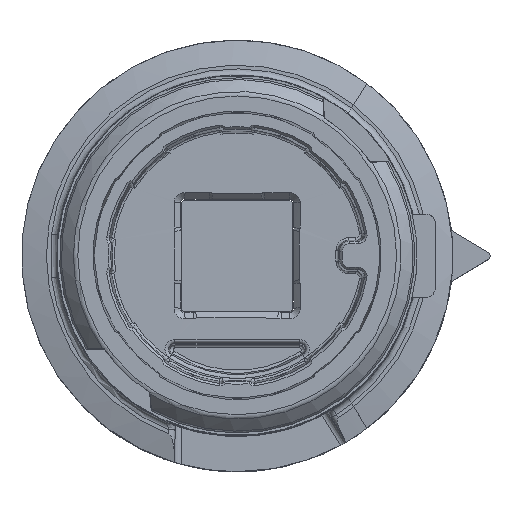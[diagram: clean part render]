
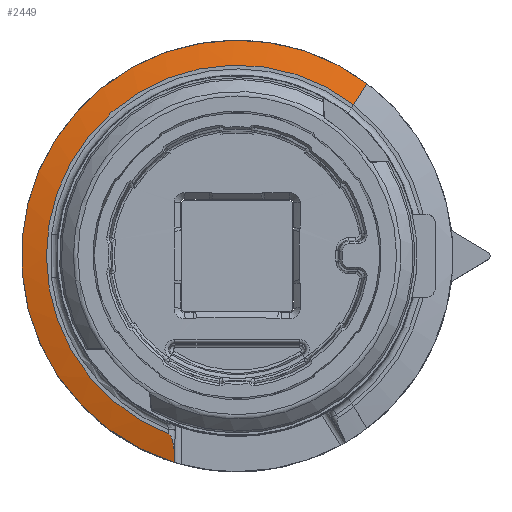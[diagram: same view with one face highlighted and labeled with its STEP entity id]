
A CAD part, top view. The second image highlights one B-rep face of the part: STEP entity #2449.
In plain terms, the highlighted conical face has half-angle 75.964 degrees and reference radius 23.288 mm.
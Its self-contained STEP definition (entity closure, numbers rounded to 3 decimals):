
#1354=B_SPLINE_CURVE_WITH_KNOTS('',3,(#15819,#15820,#15821,#15822),
 .UNSPECIFIED.,.F.,.F.,(4,4),(0.,1.),.UNSPECIFIED.);
#1356=B_SPLINE_CURVE_WITH_KNOTS('',3,(#15851,#15852,#15853,#15854),
 .UNSPECIFIED.,.F.,.F.,(4,4),(0.,1.),.UNSPECIFIED.);
#1485=B_SPLINE_CURVE_WITH_KNOTS('',3,(#18618,#18619,#18620,#18621,#18622,
#18623,#18624,#18625,#18626,#18627),.UNSPECIFIED.,.F.,.F.,(4,2,2,2,4),(0.,
0.5,0.75,0.875,1.),.UNSPECIFIED.);
#1503=B_SPLINE_CURVE_WITH_KNOTS('',3,(#19218,#19219,#19220,#19221),
 .UNSPECIFIED.,.F.,.F.,(4,4),(0.,1.),.UNSPECIFIED.);
#1504=B_SPLINE_CURVE_WITH_KNOTS('',3,(#19223,#19224,#19225,#19226),
 .UNSPECIFIED.,.F.,.F.,(4,4),(0.,1.),.UNSPECIFIED.);
#1977=CONICAL_SURFACE('',#10992,23.288,75.964);
#2449=ADVANCED_FACE('',(#3283),#1977,.T.);
#3283=FACE_OUTER_BOUND('',#3946,.T.);
#3946=EDGE_LOOP('',(#5657,#5658,#5659,#5660,#5661,#5662,#5663,#5664));
#5657=ORIENTED_EDGE('',*,*,#8974,.T.);
#5658=ORIENTED_EDGE('',*,*,#9250,.F.);
#5659=ORIENTED_EDGE('',*,*,#8608,.F.);
#5660=ORIENTED_EDGE('',*,*,#9251,.F.);
#5661=ORIENTED_EDGE('',*,*,#9040,.T.);
#5662=ORIENTED_EDGE('',*,*,#8601,.T.);
#5663=ORIENTED_EDGE('',*,*,#9041,.T.);
#5664=ORIENTED_EDGE('',*,*,#9252,.F.);
#7640=VERTEX_POINT('',#15823);
#7641=VERTEX_POINT('',#15824);
#7645=VERTEX_POINT('',#15850);
#7646=VERTEX_POINT('',#15855);
#7910=VERTEX_POINT('',#18628);
#7911=VERTEX_POINT('',#18629);
#7949=VERTEX_POINT('',#19217);
#7950=VERTEX_POINT('',#19227);
#8601=EDGE_CURVE('',#7640,#7641,#1354,.T.);
#8608=EDGE_CURVE('',#7645,#7646,#1356,.T.);
#8974=EDGE_CURVE('',#7910,#7911,#1485,.T.);
#9040=EDGE_CURVE('',#7949,#7640,#1503,.T.);
#9041=EDGE_CURVE('',#7641,#7950,#1504,.T.);
#9250=EDGE_CURVE('',#7646,#7911,#10171,.T.);
#9251=EDGE_CURVE('',#7949,#7645,#10172,.T.);
#9252=EDGE_CURVE('',#7910,#7950,#10173,.T.);
#10171=CIRCLE('',#10989,20.588);
#10172=CIRCLE('',#10990,23.288);
#10173=CIRCLE('',#10991,23.288);
#10989=AXIS2_PLACEMENT_3D('',#20036,#13037,#13038);
#10990=AXIS2_PLACEMENT_3D('',#20037,#13039,#13040);
#10991=AXIS2_PLACEMENT_3D('',#20038,#13041,#13042);
#10992=AXIS2_PLACEMENT_3D('',#20039,#13043,#13044);
#13037=DIRECTION('',(0.,0.,1.));
#13038=DIRECTION('',(1.,0.,0.));
#13039=DIRECTION('',(0.,0.,-1.));
#13040=DIRECTION('',(1.,0.,0.));
#13041=DIRECTION('',(0.,0.,-1.));
#13042=DIRECTION('',(1.,0.,0.));
#13043=DIRECTION('',(0.,0.,-1.));
#13044=DIRECTION('',(1.,0.,0.));
#15819=CARTESIAN_POINT('',(-23.22,1.746,81.61));
#15820=CARTESIAN_POINT('',(-23.22,0.581,81.632));
#15821=CARTESIAN_POINT('',(-23.22,-0.583,81.632));
#15822=CARTESIAN_POINT('',(-23.22,-1.746,81.61));
#15823=CARTESIAN_POINT('',(-23.22,1.746,81.61));
#15824=CARTESIAN_POINT('',(-23.22,-1.746,81.61));
#15850=CARTESIAN_POINT('',(14.011,18.601,81.61));
#15851=CARTESIAN_POINT('',(14.011,18.601,81.61));
#15852=CARTESIAN_POINT('',(13.532,17.835,81.835));
#15853=CARTESIAN_POINT('',(13.053,17.068,82.06));
#15854=CARTESIAN_POINT('',(12.574,16.301,82.285));
#15855=CARTESIAN_POINT('',(12.574,16.301,82.285));
#18618=CARTESIAN_POINT('',(-6.73,-22.294,81.61));
#18619=CARTESIAN_POINT('',(-6.725,-21.764,81.737));
#18620=CARTESIAN_POINT('',(-6.753,-21.233,81.862));
#18621=CARTESIAN_POINT('',(-6.865,-20.437,82.042));
#18622=CARTESIAN_POINT('',(-6.914,-20.172,82.101));
#18623=CARTESIAN_POINT('',(-7.024,-19.782,82.184));
#18624=CARTESIAN_POINT('',(-7.067,-19.654,82.21));
#18625=CARTESIAN_POINT('',(-7.181,-19.409,82.258));
#18626=CARTESIAN_POINT('',(-7.248,-19.27,82.285));
#18627=CARTESIAN_POINT('',(-7.378,-19.22,82.285));
#18628=CARTESIAN_POINT('',(-6.73,-22.294,81.61));
#18629=CARTESIAN_POINT('',(-7.378,-19.22,82.285));
#19217=CARTESIAN_POINT('',(-23.218,1.798,81.61));
#19218=CARTESIAN_POINT('',(-23.218,1.798,81.61));
#19219=CARTESIAN_POINT('',(-23.219,1.781,81.61));
#19220=CARTESIAN_POINT('',(-23.22,1.763,81.61));
#19221=CARTESIAN_POINT('',(-23.22,1.746,81.61));
#19223=CARTESIAN_POINT('',(-23.22,-1.746,81.61));
#19224=CARTESIAN_POINT('',(-23.22,-1.763,81.61));
#19225=CARTESIAN_POINT('',(-23.219,-1.781,81.61));
#19226=CARTESIAN_POINT('',(-23.218,-1.798,81.61));
#19227=CARTESIAN_POINT('',(-23.218,-1.798,81.61));
#20036=CARTESIAN_POINT('',(0.,0.,82.285));
#20037=CARTESIAN_POINT('',(0.,0.,81.61));
#20038=CARTESIAN_POINT('',(0.,0.,81.61));
#20039=CARTESIAN_POINT('',(0.,0.,81.61));
